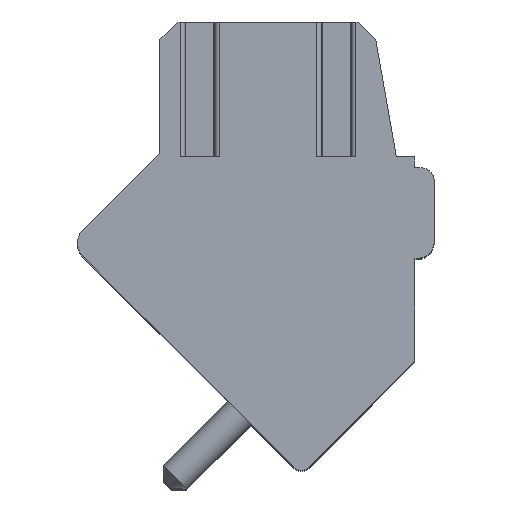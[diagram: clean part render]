
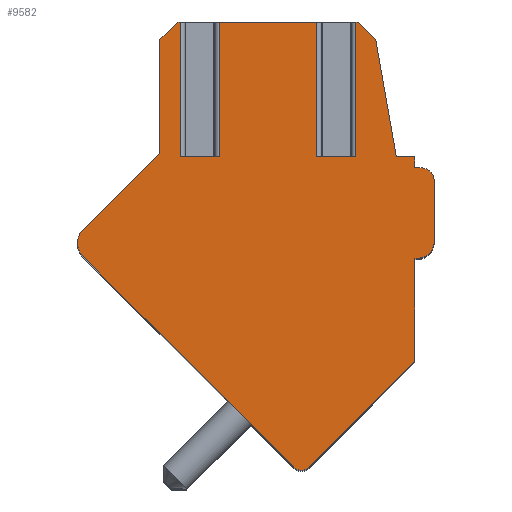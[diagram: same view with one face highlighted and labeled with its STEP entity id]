
A CAD part, top view. The second image highlights one B-rep face of the part: STEP entity #9582.
In plain terms, the highlighted planar face has unit normal (0, 0, 1).
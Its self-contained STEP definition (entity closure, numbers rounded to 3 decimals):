
#1719=DIRECTION('',(0.707,-0.707,0.));
#1720=VECTOR('',#1719,8.2);
#1721=CARTESIAN_POINT('',(-4.761,0.072,1.75));
#1722=LINE('',#1721,#1720);
#1963=DIRECTION('',(1.,0.,0.));
#1964=VECTOR('',#1963,1.07);
#1965=CARTESIAN_POINT('',(1.673,2.8,1.75));
#1966=LINE('',#1965,#1964);
#1967=DIRECTION('',(0.,1.,0.));
#1968=VECTOR('',#1967,3.7);
#1969=CARTESIAN_POINT('',(2.743,2.8,1.75));
#1970=LINE('',#1969,#1968);
#1971=DIRECTION('',(-1.,0.,0.));
#1972=VECTOR('',#1971,0.068);
#1973=CARTESIAN_POINT('',(2.811,6.5,1.75));
#1974=LINE('',#1973,#1972);
#1975=DIRECTION('',(-0.707,0.707,0.));
#1976=VECTOR('',#1975,0.677);
#1977=CARTESIAN_POINT('',(3.29,6.021,1.75));
#1978=LINE('',#1977,#1976);
#1979=DIRECTION('',(-0.174,0.985,0.));
#1980=VECTOR('',#1979,3.271);
#1981=CARTESIAN_POINT('',(3.858,2.8,1.75));
#1982=LINE('',#1981,#1980);
#1983=DIRECTION('',(-1.,0.,0.));
#1984=VECTOR('',#1983,0.5);
#1985=CARTESIAN_POINT('',(4.358,2.8,1.75));
#1986=LINE('',#1985,#1984);
#1987=DIRECTION('',(0.,1.,0.));
#1988=VECTOR('',#1987,0.3);
#1989=CARTESIAN_POINT('',(4.358,2.5,1.75));
#1990=LINE('',#1989,#1988);
#1991=DIRECTION('',(-1.,0.,0.));
#1992=VECTOR('',#1991,0.15);
#1993=CARTESIAN_POINT('',(4.508,2.5,1.75));
#1994=LINE('',#1993,#1992);
#1995=CARTESIAN_POINT('',(4.508,2.1,1.75));
#1996=DIRECTION('',(0.,0.,1.));
#1997=DIRECTION('',(1.,0.,0.));
#1998=AXIS2_PLACEMENT_3D('',#1995,#1996,#1997);
#2000=DIRECTION('',(0.,1.,0.));
#2001=VECTOR('',#2000,1.6);
#2002=CARTESIAN_POINT('',(4.908,0.5,1.75));
#2003=LINE('',#2002,#2001);
#2004=CARTESIAN_POINT('',(4.408,0.5,1.75));
#2005=DIRECTION('',(0.,0.,1.));
#2006=DIRECTION('',(0.,-1.,0.));
#2007=AXIS2_PLACEMENT_3D('',#2004,#2005,#2006);
#2009=DIRECTION('',(1.,0.,0.));
#2010=VECTOR('',#2009,0.05);
#2011=CARTESIAN_POINT('',(4.358,0.,1.75));
#2012=LINE('',#2011,#2010);
#2013=DIRECTION('',(0.,1.,0.));
#2014=VECTOR('',#2013,2.83);
#2015=CARTESIAN_POINT('',(4.358,-2.83,1.75));
#2016=LINE('',#2015,#2014);
#2017=DIRECTION('',(0.707,0.707,0.));
#2018=VECTOR('',#2017,4.096);
#2019=CARTESIAN_POINT('',(1.461,-5.727,1.75));
#2020=LINE('',#2019,#2018);
#2021=CARTESIAN_POINT('',(1.249,-5.515,1.75));
#2022=DIRECTION('',(0.,0.,1.));
#2023=DIRECTION('',(-0.707,-0.707,0.));
#2024=AXIS2_PLACEMENT_3D('',#2021,#2022,#2023);
#2026=CARTESIAN_POINT('',(-4.408,0.425,1.75));
#2027=DIRECTION('',(0.,0.,1.));
#2028=DIRECTION('',(-0.707,0.707,0.));
#2029=AXIS2_PLACEMENT_3D('',#2026,#2027,#2028);
#2031=DIRECTION('',(-0.707,-0.707,0.));
#2032=VECTOR('',#2031,2.997);
#2033=CARTESIAN_POINT('',(-2.642,2.898,1.75));
#2034=LINE('',#2033,#2032);
#2035=DIRECTION('',(0.,-1.,0.));
#2036=VECTOR('',#2035,3.111);
#2037=CARTESIAN_POINT('',(-2.642,6.009,1.75));
#2038=LINE('',#2037,#2036);
#2039=DIRECTION('',(-0.707,-0.707,0.));
#2040=VECTOR('',#2039,0.694);
#2041=CARTESIAN_POINT('',(-2.151,6.5,1.75));
#2042=LINE('',#2041,#2040);
#2043=DIRECTION('',(-1.,0.,0.));
#2044=VECTOR('',#2043,0.074);
#2045=CARTESIAN_POINT('',(-2.077,6.5,1.75));
#2046=LINE('',#2045,#2044);
#2047=DIRECTION('',(0.,1.,0.));
#2048=VECTOR('',#2047,3.7);
#2049=CARTESIAN_POINT('',(-2.077,2.8,1.75));
#2050=LINE('',#2049,#2048);
#2051=DIRECTION('',(1.,0.,0.));
#2052=VECTOR('',#2051,1.07);
#2053=CARTESIAN_POINT('',(-2.077,2.8,1.75));
#2054=LINE('',#2053,#2052);
#2055=DIRECTION('',(0.,1.,0.));
#2056=VECTOR('',#2055,3.7);
#2057=CARTESIAN_POINT('',(-1.007,2.8,1.75));
#2058=LINE('',#2057,#2056);
#2059=DIRECTION('',(-1.,0.,0.));
#2060=VECTOR('',#2059,2.68);
#2061=CARTESIAN_POINT('',(1.673,6.5,1.75));
#2062=LINE('',#2061,#2060);
#2063=DIRECTION('',(0.,1.,0.));
#2064=VECTOR('',#2063,3.7);
#2065=CARTESIAN_POINT('',(1.673,2.8,1.75));
#2066=LINE('',#2065,#2064);
#5511=CARTESIAN_POINT('',(1.673,2.8,1.75));
#5512=CARTESIAN_POINT('',(2.743,2.8,1.75));
#5513=VERTEX_POINT('',#5511);
#5514=VERTEX_POINT('',#5512);
#5515=CARTESIAN_POINT('',(2.743,6.5,1.75));
#5516=VERTEX_POINT('',#5515);
#5517=CARTESIAN_POINT('',(1.673,6.5,1.75));
#5518=VERTEX_POINT('',#5517);
#5531=CARTESIAN_POINT('',(-2.077,2.8,1.75));
#5532=CARTESIAN_POINT('',(-1.007,2.8,1.75));
#5533=VERTEX_POINT('',#5531);
#5534=VERTEX_POINT('',#5532);
#5535=CARTESIAN_POINT('',(-1.007,6.5,1.75));
#5536=VERTEX_POINT('',#5535);
#5537=CARTESIAN_POINT('',(-2.077,6.5,1.75));
#5538=VERTEX_POINT('',#5537);
#5629=CARTESIAN_POINT('',(1.037,-5.727,1.75));
#5630=CARTESIAN_POINT('',(1.461,-5.727,1.75));
#5631=VERTEX_POINT('',#5629);
#5632=VERTEX_POINT('',#5630);
#5633=CARTESIAN_POINT('',(4.358,-2.83,1.75));
#5634=VERTEX_POINT('',#5633);
#5635=CARTESIAN_POINT('',(4.358,0.,1.75));
#5636=VERTEX_POINT('',#5635);
#5637=CARTESIAN_POINT('',(4.408,0.,1.75));
#5638=VERTEX_POINT('',#5637);
#5639=CARTESIAN_POINT('',(4.908,0.5,1.75));
#5640=VERTEX_POINT('',#5639);
#5641=CARTESIAN_POINT('',(4.908,2.1,1.75));
#5642=VERTEX_POINT('',#5641);
#5643=CARTESIAN_POINT('',(4.508,2.5,1.75));
#5644=VERTEX_POINT('',#5643);
#5645=CARTESIAN_POINT('',(4.358,2.5,1.75));
#5646=VERTEX_POINT('',#5645);
#5647=CARTESIAN_POINT('',(4.358,2.8,1.75));
#5648=VERTEX_POINT('',#5647);
#5649=CARTESIAN_POINT('',(3.858,2.8,1.75));
#5650=VERTEX_POINT('',#5649);
#5651=CARTESIAN_POINT('',(3.29,6.021,1.75));
#5652=VERTEX_POINT('',#5651);
#5653=CARTESIAN_POINT('',(2.811,6.5,1.75));
#5654=VERTEX_POINT('',#5653);
#5655=CARTESIAN_POINT('',(-2.151,6.5,1.75));
#5656=CARTESIAN_POINT('',(-2.642,6.009,1.75));
#5657=VERTEX_POINT('',#5655);
#5658=VERTEX_POINT('',#5656);
#5659=CARTESIAN_POINT('',(-4.761,0.779,1.75));
#5660=CARTESIAN_POINT('',(-4.761,0.072,1.75));
#5661=VERTEX_POINT('',#5659);
#5662=VERTEX_POINT('',#5660);
#5667=CARTESIAN_POINT('',(-2.642,2.898,1.75));
#5669=VERTEX_POINT('',#5667);
#9539=CARTESIAN_POINT('',(0.,0.,1.75));
#9540=DIRECTION('',(0.,0.,1.));
#9541=DIRECTION('',(1.,0.,0.));
#9542=AXIS2_PLACEMENT_3D('',#9539,#9540,#9541);
#9543=PLANE('',#9542);
#9545=ORIENTED_EDGE('',*,*,#9544,.T.);
#9547=ORIENTED_EDGE('',*,*,#9546,.T.);
#9548=ORIENTED_EDGE('',*,*,#7226,.F.);
#9549=ORIENTED_EDGE('',*,*,#7424,.F.);
#9550=ORIENTED_EDGE('',*,*,#7438,.F.);
#9551=ORIENTED_EDGE('',*,*,#7452,.F.);
#9552=ORIENTED_EDGE('',*,*,#7513,.F.);
#9553=ORIENTED_EDGE('',*,*,#7529,.F.);
#9554=ORIENTED_EDGE('',*,*,#8134,.F.);
#9555=ORIENTED_EDGE('',*,*,#8236,.F.);
#9556=ORIENTED_EDGE('',*,*,#8338,.F.);
#9557=ORIENTED_EDGE('',*,*,#8440,.F.);
#9558=ORIENTED_EDGE('',*,*,#8549,.F.);
#9559=ORIENTED_EDGE('',*,*,#9204,.F.);
#9560=ORIENTED_EDGE('',*,*,#9342,.F.);
#9561=ORIENTED_EDGE('',*,*,#9255,.F.);
#9563=ORIENTED_EDGE('',*,*,#9562,.F.);
#9565=ORIENTED_EDGE('',*,*,#9564,.F.);
#9567=ORIENTED_EDGE('',*,*,#9566,.F.);
#9569=ORIENTED_EDGE('',*,*,#9568,.F.);
#9570=ORIENTED_EDGE('',*,*,#7258,.F.);
#9572=ORIENTED_EDGE('',*,*,#9571,.F.);
#9574=ORIENTED_EDGE('',*,*,#9573,.T.);
#9576=ORIENTED_EDGE('',*,*,#9575,.T.);
#9577=ORIENTED_EDGE('',*,*,#7242,.F.);
#9579=ORIENTED_EDGE('',*,*,#9578,.F.);
#9580=EDGE_LOOP('',(#9545,#9547,#9548,#9549,#9550,#9551,#9552,#9553,#9554,#9555,
#9556,#9557,#9558,#9559,#9560,#9561,#9563,#9565,#9567,#9569,#9570,#9572,#9574,
#9576,#9577,#9579));
#9581=FACE_OUTER_BOUND('',#9580,.F.);
#1999=CIRCLE('',#1998,0.4);
#2008=CIRCLE('',#2007,0.5);
#2025=CIRCLE('',#2024,0.3);
#2030=CIRCLE('',#2029,0.5);
#7226=EDGE_CURVE('',#5654,#5516,#1974,.T.);
#7242=EDGE_CURVE('',#5518,#5536,#2062,.T.);
#7258=EDGE_CURVE('',#5538,#5657,#2046,.T.);
#7424=EDGE_CURVE('',#5652,#5654,#1978,.T.);
#7438=EDGE_CURVE('',#5650,#5652,#1982,.T.);
#7452=EDGE_CURVE('',#5648,#5650,#1986,.T.);
#7513=EDGE_CURVE('',#5646,#5648,#1990,.T.);
#7529=EDGE_CURVE('',#5644,#5646,#1994,.T.);
#8134=EDGE_CURVE('',#5642,#5644,#1999,.T.);
#8236=EDGE_CURVE('',#5640,#5642,#2003,.T.);
#8338=EDGE_CURVE('',#5638,#5640,#2008,.T.);
#8440=EDGE_CURVE('',#5636,#5638,#2012,.T.);
#8549=EDGE_CURVE('',#5634,#5636,#2016,.T.);
#9204=EDGE_CURVE('',#5632,#5634,#2020,.T.);
#9255=EDGE_CURVE('',#5662,#5631,#1722,.T.);
#9342=EDGE_CURVE('',#5631,#5632,#2025,.T.);
#9544=EDGE_CURVE('',#5513,#5514,#1966,.T.);
#9546=EDGE_CURVE('',#5514,#5516,#1970,.T.);
#9562=EDGE_CURVE('',#5661,#5662,#2030,.T.);
#9564=EDGE_CURVE('',#5669,#5661,#2034,.T.);
#9566=EDGE_CURVE('',#5658,#5669,#2038,.T.);
#9568=EDGE_CURVE('',#5657,#5658,#2042,.T.);
#9571=EDGE_CURVE('',#5533,#5538,#2050,.T.);
#9573=EDGE_CURVE('',#5533,#5534,#2054,.T.);
#9575=EDGE_CURVE('',#5534,#5536,#2058,.T.);
#9578=EDGE_CURVE('',#5513,#5518,#2066,.T.);
#9582=ADVANCED_FACE('',(#9581),#9543,.T.);
